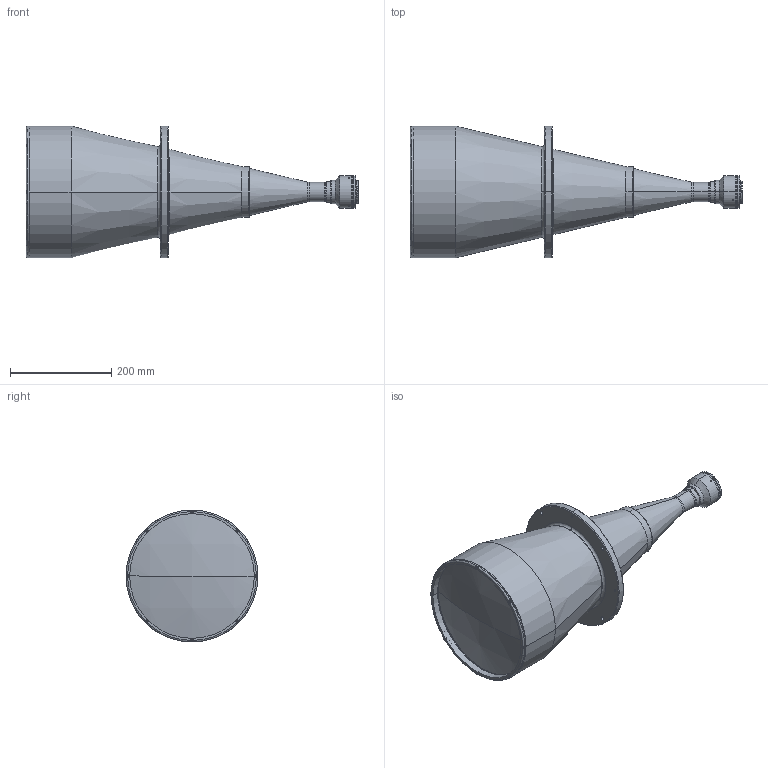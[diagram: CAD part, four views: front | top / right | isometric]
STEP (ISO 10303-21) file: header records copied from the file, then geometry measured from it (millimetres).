
FILE_DESCRIPTION (( 'STEP AP203' ), '1' );
FILE_NAME ('DP71451_TC4MHR192-F.step', '2021-10-06T08:58:04', ( '' ), ( '' ), 'SwSTEP 2.0', 'SolidWorks 2021', '' );
FILE_SCHEMA (( 'CONFIG_CONTROL_DESIGN' ));
Length unit declared in the file: millimetre
Products named in the file (1): DP71451_TC4MHR192-F
Bounding box: 654.45 x 260 x 260 mm (x, y, z)
Surface area: 467639.5 mm2 (no closed solid volume)
Topology: 0 solids, 27 shells, 223 faces, 736 edges, 525 vertices
Faces by surface type: cylinder 85, plane 70, cone 34, torus 32, sphere 2
Entity records: 8675 total; most frequent: CARTESIAN_POINT 2005, DIRECTION 1497, ORIENTED_EDGE 1139, EDGE_CURVE 730, AXIS2_PLACEMENT_3D 581, VERTEX_POINT 525, CIRCLE 357, LINE 335
